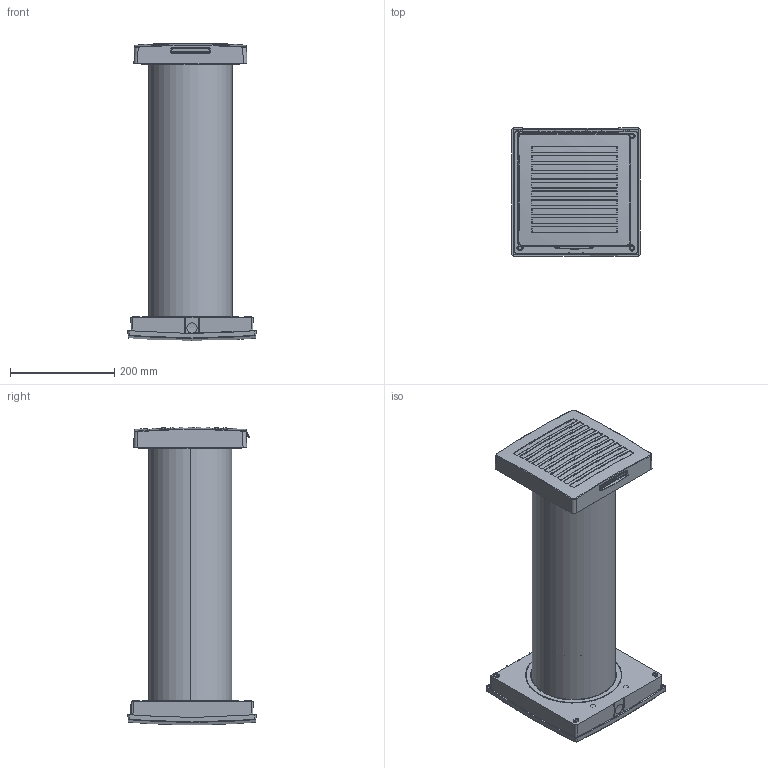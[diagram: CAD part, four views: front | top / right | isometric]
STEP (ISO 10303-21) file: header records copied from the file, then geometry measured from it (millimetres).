
FILE_DESCRIPTION(('Creo Elements/Direct Modeling STEP Export'),'2;1');
FILE_NAME('3D-Daten-Planer-PP-45.stp','2017-02-20T13:14:59',(''),(''),'PTC Creo Elements/Direct Modeling STEP processor for AP214 (Solid Model)','PTC Creo Elements/Direct Modeling 19.0C 15-Aug-2015 (C) Parametric Technology GmbH','');
FILE_SCHEMA(('AUTOMOTIVE_DESIGN { 1 0 10303 214 1 1 1 1 }'));
Length unit declared in the file: millimetre
Products named in the file (6): Aussengitter-Kunststoff; 0059.1175.0000_Einschub-Motor-WÜ; Einschub-Ventilatoreinheit; Innengehaeuse; Wandhuelse-DN160-500mm; 3D-Daten-Planer-PP-45
Assembly tree (5 placements, depth 3):
  3D-Daten-Planer-PP-45
    Wandhuelse-DN160-500mm
    Innengehaeuse
    Einschub-Ventilatoreinheit
      0059.1175.0000_Einschub-Motor-WÜ
    Aussengitter-Kunststoff
Bounding box: 246.08 x 246.07 x 571.75 mm (x, y, z)
Volume: 9218357.5 mm3; surface area: 1015924.1 mm2
Topology: 4 solids, 6 shells, 1617 faces, 4383 edges, 2818 vertices
Faces by surface type: plane 826, bspline 291, cone 187, cylinder 147, torus 93, revolution 39, sphere 34
Entity records: 111796 total; most frequent: CARTESIAN_POINT 74748, ORIENTED_EDGE 8724, DIRECTION 5949, EDGE_CURVE 4362, VERTEX_POINT 2818, AXIS2_PLACEMENT_3D 2077, VECTOR 1772, LINE 1772
